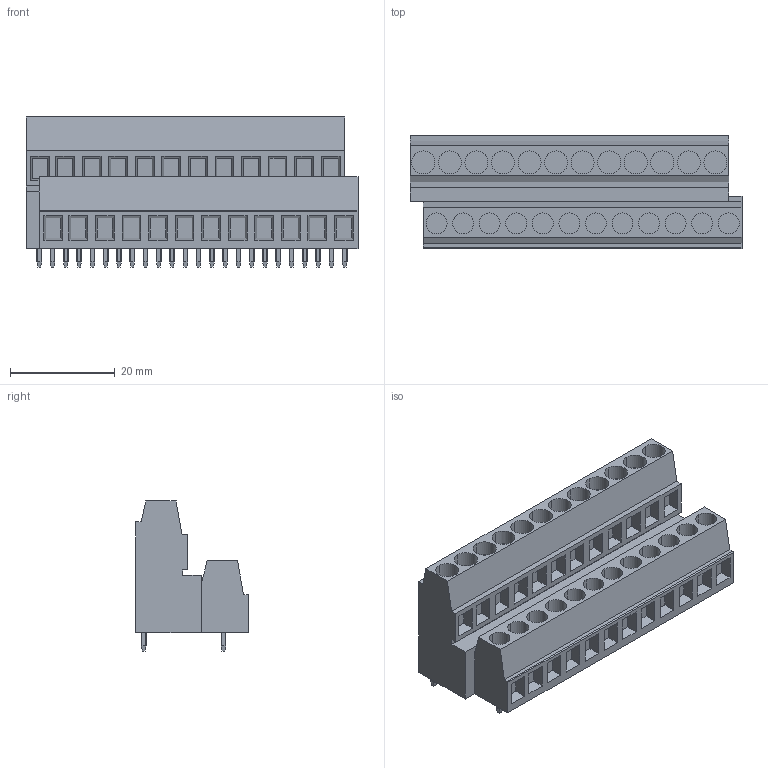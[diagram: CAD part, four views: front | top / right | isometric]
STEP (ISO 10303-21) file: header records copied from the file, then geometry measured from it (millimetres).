
FILE_DESCRIPTION(('CATIA V5 STEP Exchange','CAx-IF Rec.Pracs.--- Model Styling and Organization---1.2---2011-12-15'),'2;1');
FILE_NAME ('D1455707_0_1768950000_1768950000.stp','2018-09-07T07:52:44+00:00',('none'),('Weidmueller'),'CATIA Version 5-6 Release 2014','CATIA V5 STEP AP214','none');
FILE_SCHEMA(('AUTOMOTIVE_DESIGN { 1 0 10303 214 1 1 1 1 }'));
Length unit declared in the file: millimetre
Products named in the file (1): 1768950000
Bounding box: 63.5 x 21.6 x 28.7 mm (x, y, z)
Volume: 21240.2 mm3; surface area: 8742.3 mm2
Topology: 25 solids, 25 shells, 552 faces, 1362 edges, 908 vertices
Faces by surface type: plane 503, cylinder 49
Entity records: 14948 total; most frequent: CARTESIAN_POINT 2904, ORIENTED_EDGE 2724, DIRECTION 1914, EDGE_CURVE 1362, VECTOR 1026, LINE 1026, VERTEX_POINT 908, EDGE_LOOP 600
